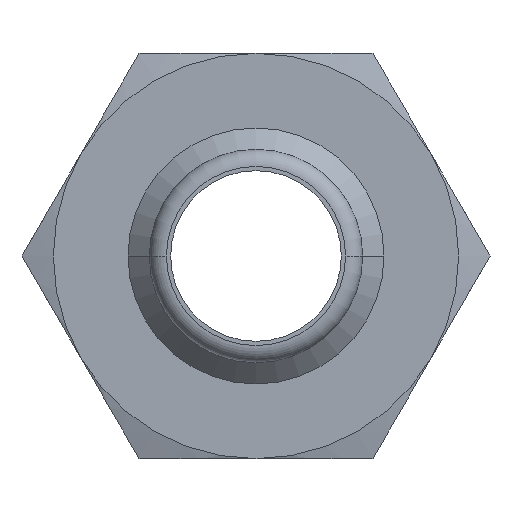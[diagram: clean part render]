
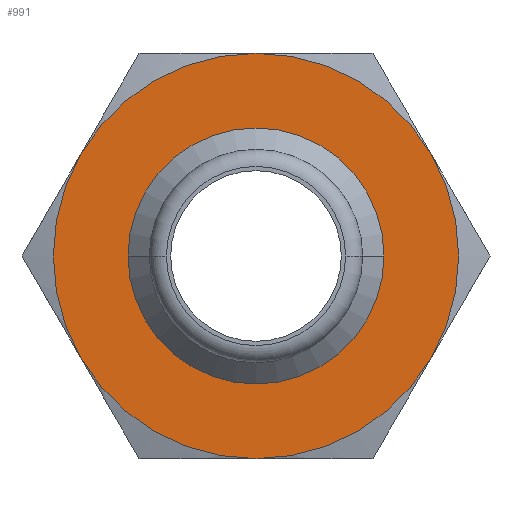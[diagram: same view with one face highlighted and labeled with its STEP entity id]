
A CAD part, front view. The second image highlights one B-rep face of the part: STEP entity #991.
In plain terms, the highlighted planar face has unit normal (0, -1, 0).
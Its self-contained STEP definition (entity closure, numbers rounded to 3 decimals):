
#106=CARTESIAN_POINT('',(-8.227,-14.,
-4.75));
#138=CARTESIAN_POINT('',(-8.227,-14.,4.75));
#174=CARTESIAN_POINT('',(0.,-14.,9.5));
#206=CARTESIAN_POINT('',(8.227,-14.,4.75));
#234=CARTESIAN_POINT('',(8.227,-14.,-4.75));
#266=CARTESIAN_POINT('',(0.,-14.,-9.5));
#279=CARTESIAN_POINT('',(0.,-14.,0.));
#280=DIRECTION('',(0.,-1.,0.));
#281=DIRECTION('',(0.866,0.,-0.5));
#282=AXIS2_PLACEMENT_3D('',#279,#280,#281);
#284=CARTESIAN_POINT('',(0.,-14.,0.));
#285=DIRECTION('',(0.,-1.,0.));
#286=DIRECTION('',(0.,0.,-1.));
#287=AXIS2_PLACEMENT_3D('',#284,#285,#286);
#289=CARTESIAN_POINT('',(0.,-14.,0.));
#290=DIRECTION('',(0.,-1.,0.));
#291=DIRECTION('',(-0.866,0.,-0.5));
#292=AXIS2_PLACEMENT_3D('',#289,#290,#291);
#294=CARTESIAN_POINT('',(0.,-14.,0.));
#295=DIRECTION('',(0.,-1.,0.));
#296=DIRECTION('',(0.,0.,1.));
#297=AXIS2_PLACEMENT_3D('',#294,#295,#296);
#299=CARTESIAN_POINT('',(0.,-14.,0.));
#300=DIRECTION('',(0.,-1.,0.));
#301=DIRECTION('',(0.866,0.,0.5));
#302=AXIS2_PLACEMENT_3D('',#299,#300,#301);
#314=CARTESIAN_POINT('',(0.,-14.,0.));
#315=DIRECTION('',(0.,-1.,0.));
#316=DIRECTION('',(1.,0.,0.));
#317=AXIS2_PLACEMENT_3D('',#314,#315,#316);
#361=CARTESIAN_POINT('',(0.,-14.,0.));
#362=DIRECTION('',(0.,1.,0.));
#363=DIRECTION('',(1.,0.,0.));
#364=AXIS2_PLACEMENT_3D('',#361,#362,#363);
#536=CARTESIAN_POINT('',(0.,-14.,0.));
#537=DIRECTION('',(0.,-1.,0.));
#538=DIRECTION('',(-0.866,0.,0.5));
#539=AXIS2_PLACEMENT_3D('',#536,#537,#538);
#553=CARTESIAN_POINT('',(6.,-14.,0.));
#554=CARTESIAN_POINT('',(-6.,-14.,0.));
#555=VERTEX_POINT('',#553);
#556=VERTEX_POINT('',#554);
#578=VERTEX_POINT('',#174);
#580=VERTEX_POINT('',#138);
#582=VERTEX_POINT('',#106);
#584=VERTEX_POINT('',#266);
#586=VERTEX_POINT('',#234);
#588=VERTEX_POINT('',#206);
#971=CARTESIAN_POINT('',(0.,-14.,0.));
#972=DIRECTION('',(0.,-1.,0.));
#973=DIRECTION('',(-1.,0.,0.));
#974=AXIS2_PLACEMENT_3D('',#971,#972,#973);
#975=PLANE('',#974);
#976=ORIENTED_EDGE('',*,*,#964,.F.);
#977=ORIENTED_EDGE('',*,*,#953,.F.);
#978=ORIENTED_EDGE('',*,*,#941,.F.);
#980=ORIENTED_EDGE('',*,*,#979,.F.);
#981=ORIENTED_EDGE('',*,*,#917,.F.);
#982=ORIENTED_EDGE('',*,*,#930,.F.);
#983=EDGE_LOOP('',(#976,#977,#978,#980,#981,#982));
#984=FACE_OUTER_BOUND('',#983,.F.);
#986=ORIENTED_EDGE('',*,*,#985,.T.);
#988=ORIENTED_EDGE('',*,*,#987,.F.);
#989=EDGE_LOOP('',(#986,#988));
#990=FACE_BOUND('',#989,.F.);
#991=ADVANCED_FACE('',(#984,#990),#975,.T.);
#283=CIRCLE('',#282,9.5);
#288=CIRCLE('',#287,9.5);
#293=CIRCLE('',#292,9.5);
#298=CIRCLE('',#297,9.5);
#303=CIRCLE('',#302,9.5);
#318=CIRCLE('',#317,6.);
#365=CIRCLE('',#364,6.);
#540=CIRCLE('',#539,9.5);
#917=EDGE_CURVE('',#578,#580,#298,.T.);
#930=EDGE_CURVE('',#588,#578,#303,.T.);
#941=EDGE_CURVE('',#582,#584,#293,.T.);
#953=EDGE_CURVE('',#584,#586,#288,.T.);
#964=EDGE_CURVE('',#586,#588,#283,.T.);
#979=EDGE_CURVE('',#580,#582,#540,.T.);
#985=EDGE_CURVE('',#555,#556,#318,.T.);
#987=EDGE_CURVE('',#555,#556,#365,.T.);
